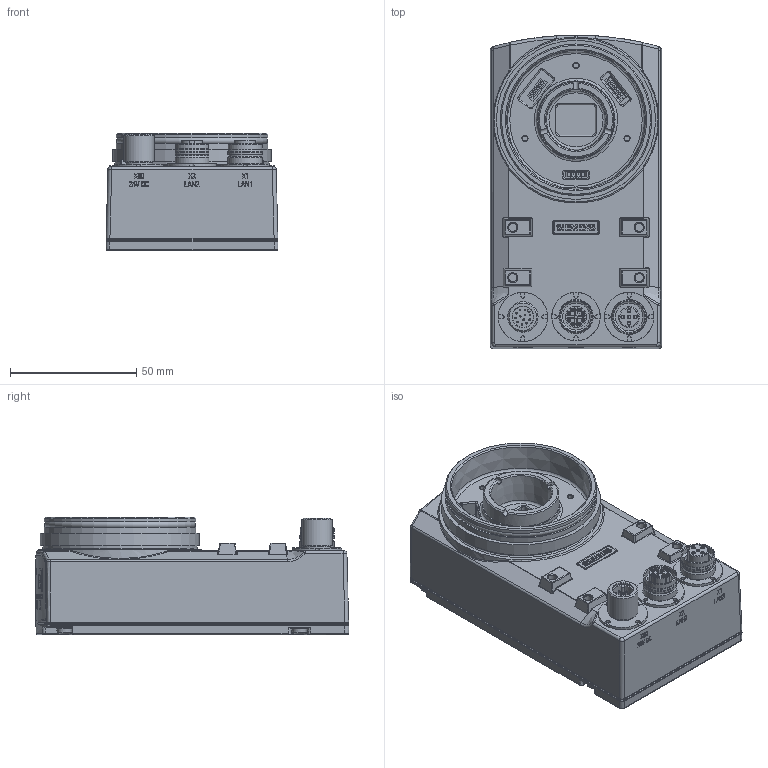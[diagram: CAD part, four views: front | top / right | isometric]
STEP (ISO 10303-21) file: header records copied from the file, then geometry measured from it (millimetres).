
FILE_DESCRIPTION (( 'STEP AP214' ), '1' );
FILE_NAME ('6GF35500GE10_001_STEP.STEP', '2018-09-19T13:11:20', ( '' ), ( '' ), 'SwSTEP 2.0', 'SolidWorks 2017', '' );
FILE_SCHEMA (( 'AUTOMOTIVE_DESIGN' ));
Length unit declared in the file: millimetre
Products named in the file (3): Beschriftung; Body; 6GF35500GE10_001_STEP
Assembly tree (2 placements, depth 2):
  6GF35500GE10_001_STEP
    Body
    Beschriftung
Bounding box: 68.05 x 124.02 x 46.46 mm (x, y, z)
Volume: 283783.4 mm3; surface area: 43262.5 mm2
Topology: 1 solids, 77 shells, 1401 faces, 4157 edges, 2977 vertices
Faces by surface type: plane 735, cylinder 410, bspline 100, torus 92, cone 46, sphere 18
Full cylindrical faces by diameter (mm): 0.63 x12, 0.7 x8, 1.1 x5, 1.24 x8, 2.05 x3, 3.3 x12, 8.4 x2, 9.5 x1, 10.6 x1, 10.675 x1, 11 x1, 11.925 x1, 12 x1, 12.025 x1, 12.25 x1, 12.35 x1, 12.675 x1, 13 x1, 13.075 x1, 13.4 x1, 13.425 x2, 13.75 x2, 19.175 x1, 19.5 x2, 30 x1, 60 x2, 61 x1, 63 x1
Entity records: 61039 total; most frequent: CARTESIAN_POINT 13708, ORIENTED_EDGE 6973, DIRECTION 6867, EDGE_CURVE 3937, VERTEX_POINT 2924, AXIS2_PLACEMENT_3D 2347, VECTOR 2173, LINE 2173
